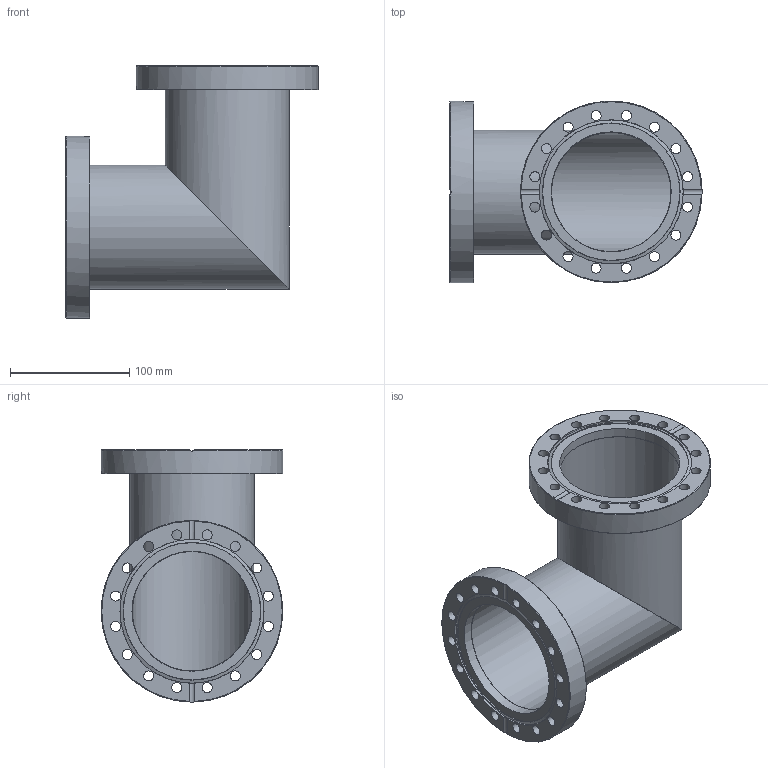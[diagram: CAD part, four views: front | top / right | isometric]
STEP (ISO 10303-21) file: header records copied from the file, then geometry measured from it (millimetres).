
FILE_DESCRIPTION((''),'2;1');
FILE_NAME('EL100R-304.stp','2009-04-23T14:00:18',('hasers'),(''),'Autodesk Inventor 2008','Autodesk Inventor 2008','');
FILE_SCHEMA(('AUTOMOTIVE_DESIGN { 1 0 10303 214 1 1 1 1 }'));
Length unit declared in the file: millimetre
Products named in the file (5): EL100R-304; Rohre [Subject [Summary]=normal][Keywords [Summary]=1.4301][Title [Summary]=104x2,0 (0,5m)]_3; Rohre [Subject [Summary]=normal][Keywords [Summary]=1.4301][Title [Summary]=104x2,0 (0,5m)]_4; CF-R [Subject [Summary]=-304][Title [Summary]=F100RIB104]; CF-R [Subject [Summary]=-304][Title [Summary]=F100RO]
Assembly tree (6 placements, depth 2):
  EL100R-304
    Rohre [Subject [Summary]=normal][Keywords [Summary]=1.4301][Title [Summary]=104x2,0 (0,5m)]_3
    Rohre [Subject [Summary]=normal][Keywords [Summary]=1.4301][Title [Summary]=104x2,0 (0,5m)]_4
    CF-R [Subject [Summary]=-304][Title [Summary]=F100RIB104]  x2
    CF-R [Subject [Summary]=-304][Title [Summary]=F100RO]  x2
Bounding box: 211 x 152 x 211 mm (x, y, z)
Volume: 500315.7 mm3; surface area: 277465.2 mm2
Topology: 6 solids, 6 shells, 94 faces, 259 edges, 179 vertices
Faces by surface type: bspline 46, plane 14, cylinder 14, torus 14, cone 6
Full cylindrical faces by diameter (mm): 100 x2, 104 x2, 120.4 x2, 121.2 x2, 152 x2
Entity records: 1873 total; most frequent: CARTESIAN_POINT 695, DIRECTION 214, ORIENTED_EDGE 156, EDGE_LOOP 128, AXIS2_PLACEMENT_3D 105, EDGE_CURVE 78, FACE_BOUND 77, VERTEX_POINT 72
